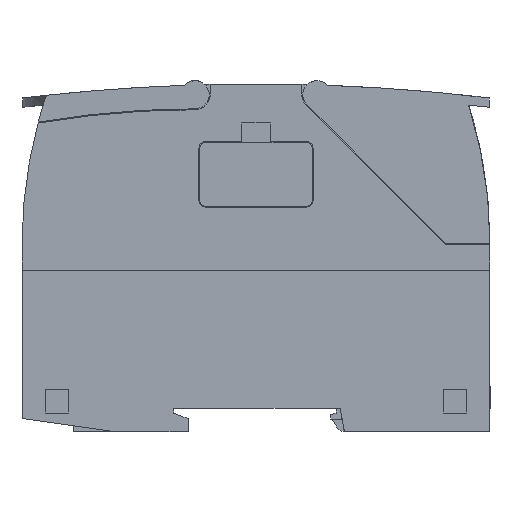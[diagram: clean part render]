
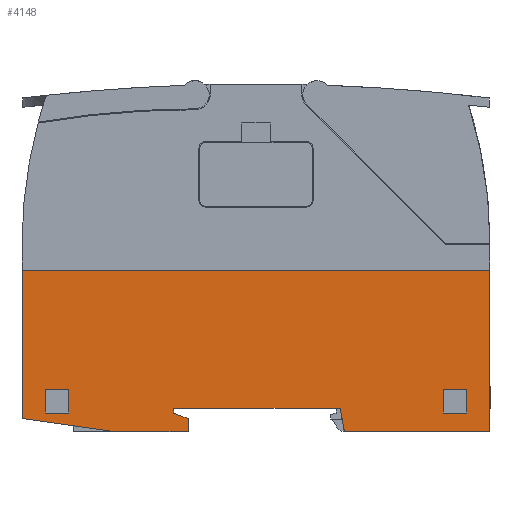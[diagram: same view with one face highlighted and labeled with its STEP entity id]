
A CAD part, left-side view. The second image highlights one B-rep face of the part: STEP entity #4148.
In plain terms, the highlighted planar face has unit normal (-1, 0, 0).
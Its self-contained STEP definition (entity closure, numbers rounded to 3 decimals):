
#3814=FACE_BOUND('',#6534,.T.);
#3815=FACE_BOUND('',#6535,.T.);
#3816=FACE_BOUND('',#6536,.T.);
#4148=ADVANCED_FACE('',(#3814,#3815,#3816),#5001,.F.);
#5001=PLANE('',#18986);
#6534=EDGE_LOOP('',(#8211,#8212,#8213,#8214));
#6535=EDGE_LOOP('',(#8215,#8216,#8217,#8218));
#6536=EDGE_LOOP('',(#8219,#8220,#8221,#8222,#8223,#8224,#8225,#8226,#8227,
#8228,#8229));
#8211=ORIENTED_EDGE('',*,*,#13486,.T.);
#8212=ORIENTED_EDGE('',*,*,#13487,.T.);
#8213=ORIENTED_EDGE('',*,*,#13488,.T.);
#8214=ORIENTED_EDGE('',*,*,#13489,.T.);
#8215=ORIENTED_EDGE('',*,*,#13490,.F.);
#8216=ORIENTED_EDGE('',*,*,#13491,.F.);
#8217=ORIENTED_EDGE('',*,*,#13492,.F.);
#8218=ORIENTED_EDGE('',*,*,#13493,.F.);
#8219=ORIENTED_EDGE('',*,*,#13483,.F.);
#8220=ORIENTED_EDGE('',*,*,#13469,.T.);
#8221=ORIENTED_EDGE('',*,*,#13407,.F.);
#8222=ORIENTED_EDGE('',*,*,#13428,.F.);
#8223=ORIENTED_EDGE('',*,*,#13494,.T.);
#8224=ORIENTED_EDGE('',*,*,#13445,.F.);
#8225=ORIENTED_EDGE('',*,*,#13473,.T.);
#8226=ORIENTED_EDGE('',*,*,#13485,.F.);
#8227=ORIENTED_EDGE('',*,*,#13478,.F.);
#8228=ORIENTED_EDGE('',*,*,#13475,.F.);
#8229=ORIENTED_EDGE('',*,*,#13433,.F.);
#11853=VERTEX_POINT('',#24330);
#11854=VERTEX_POINT('',#24332);
#11868=VERTEX_POINT('',#24367);
#11873=VERTEX_POINT('',#24378);
#11874=VERTEX_POINT('',#24380);
#11885=VERTEX_POINT('',#24403);
#11886=VERTEX_POINT('',#24405);
#11903=VERTEX_POINT('',#24450);
#11907=VERTEX_POINT('',#24460);
#11909=VERTEX_POINT('',#24466);
#11911=VERTEX_POINT('',#24472);
#11914=VERTEX_POINT('',#24486);
#11915=VERTEX_POINT('',#24487);
#11916=VERTEX_POINT('',#24489);
#11917=VERTEX_POINT('',#24491);
#11918=VERTEX_POINT('',#24494);
#11919=VERTEX_POINT('',#24495);
#11920=VERTEX_POINT('',#24497);
#11921=VERTEX_POINT('',#24499);
#13407=EDGE_CURVE('',#11853,#11854,#15480,.T.);
#13428=EDGE_CURVE('',#11868,#11853,#15501,.T.);
#13433=EDGE_CURVE('',#11873,#11874,#15506,.T.);
#13445=EDGE_CURVE('',#11885,#11886,#15518,.T.);
#13469=EDGE_CURVE('',#11903,#11854,#15542,.T.);
#13473=EDGE_CURVE('',#11885,#11907,#15546,.T.);
#13475=EDGE_CURVE('',#11874,#11909,#15548,.T.);
#13478=EDGE_CURVE('',#11909,#11911,#15551,.T.);
#13483=EDGE_CURVE('',#11903,#11873,#15556,.T.);
#13485=EDGE_CURVE('',#11911,#11907,#15558,.T.);
#13486=EDGE_CURVE('',#11914,#11915,#15559,.T.);
#13487=EDGE_CURVE('',#11915,#11916,#15560,.T.);
#13488=EDGE_CURVE('',#11916,#11917,#15561,.T.);
#13489=EDGE_CURVE('',#11917,#11914,#15562,.T.);
#13490=EDGE_CURVE('',#11918,#11919,#15563,.T.);
#13491=EDGE_CURVE('',#11920,#11918,#15564,.T.);
#13492=EDGE_CURVE('',#11921,#11920,#15565,.T.);
#13493=EDGE_CURVE('',#11919,#11921,#15566,.T.);
#13494=EDGE_CURVE('',#11868,#11886,#15567,.T.);
#15480=LINE('',#24331,#17276);
#15501=LINE('',#24368,#17297);
#15506=LINE('',#24379,#17302);
#15518=LINE('',#24404,#17314);
#15542=LINE('',#24453,#17338);
#15546=LINE('',#24461,#17342);
#15548=LINE('',#24465,#17344);
#15551=LINE('',#24471,#17347);
#15556=LINE('',#24480,#17352);
#15558=LINE('',#24483,#17354);
#15559=LINE('',#24485,#17355);
#15560=LINE('',#24488,#17356);
#15561=LINE('',#24490,#17357);
#15562=LINE('',#24492,#17358);
#15563=LINE('',#24493,#17359);
#15564=LINE('',#24496,#17360);
#15565=LINE('',#24498,#17361);
#15566=LINE('',#24500,#17362);
#15567=LINE('',#24501,#17363);
#17276=VECTOR('',#20451,1.);
#17297=VECTOR('',#20474,1.);
#17302=VECTOR('',#20481,1.);
#17314=VECTOR('',#20495,1.);
#17338=VECTOR('',#20531,1.);
#17342=VECTOR('',#20537,1.);
#17344=VECTOR('',#20541,1.);
#17347=VECTOR('',#20546,1.);
#17352=VECTOR('',#20553,1.);
#17354=VECTOR('',#20557,1.);
#17355=VECTOR('',#20560,1.);
#17356=VECTOR('',#20561,1.);
#17357=VECTOR('',#20562,1.);
#17358=VECTOR('',#20563,1.);
#17359=VECTOR('',#20564,1.);
#17360=VECTOR('',#20565,1.);
#17361=VECTOR('',#20566,1.);
#17362=VECTOR('',#20567,1.);
#17363=VECTOR('',#20568,1.);
#18986=AXIS2_PLACEMENT_3D('',#24502,#20569,#20570);
#20451=DIRECTION('',(0.,0.,-1.));
#20474=DIRECTION('',(0.,-1.,0.));
#20481=DIRECTION('',(0.,1.,0.));
#20495=DIRECTION('',(0.,0.99,0.139));
#20531=DIRECTION('',(0.,-1.,0.));
#20537=DIRECTION('',(0.,-1.,0.));
#20541=DIRECTION('',(0.,0.,-1.));
#20546=DIRECTION('',(0.,-0.94,-0.342));
#20553=DIRECTION('',(0.,0.174,0.985));
#20557=DIRECTION('',(0.,0.,-1.));
#20560=DIRECTION('',(0.,1.,0.));
#20561=DIRECTION('',(0.,0.,1.));
#20562=DIRECTION('',(0.,-1.,0.));
#20563=DIRECTION('',(0.,0.,-1.));
#20564=DIRECTION('',(0.,1.,0.));
#20565=DIRECTION('',(0.,0.,1.));
#20566=DIRECTION('',(0.,-1.,0.));
#20567=DIRECTION('',(0.,0.,-1.));
#20568=DIRECTION('',(0.,0.,-1.));
#20569=DIRECTION('',(1.,0.,0.));
#20570=DIRECTION('',(0.,0.,-1.));
#24330=CARTESIAN_POINT('',(0.,0.,34.5));
#24331=CARTESIAN_POINT('',(0.,0.,34.5));
#24332=CARTESIAN_POINT('',(0.,0.,0.));
#24367=CARTESIAN_POINT('',(0.,100.,34.5));
#24368=CARTESIAN_POINT('',(0.,100.,34.5));
#24378=CARTESIAN_POINT('',(0.,32.,5.));
#24379=CARTESIAN_POINT('',(0.,100.,5.));
#24380=CARTESIAN_POINT('',(0.,67.6,5.));
#24403=CARTESIAN_POINT('',(0.,80.,0.));
#24404=CARTESIAN_POINT('',(0.,104.367,3.425));
#24405=CARTESIAN_POINT('',(0.,100.,2.811));
#24450=CARTESIAN_POINT('',(0.,31.118,0.));
#24453=CARTESIAN_POINT('',(0.,100.,0.));
#24460=CARTESIAN_POINT('',(0.,64.5,0.));
#24461=CARTESIAN_POINT('',(0.,100.,0.));
#24465=CARTESIAN_POINT('',(0.,67.6,34.5));
#24466=CARTESIAN_POINT('',(0.,67.6,3.95));
#24471=CARTESIAN_POINT('',(0.,106.029,17.937));
#24472=CARTESIAN_POINT('',(0.,64.5,2.822));
#24480=CARTESIAN_POINT('',(0.,39.095,45.239));
#24483=CARTESIAN_POINT('',(0.,64.5,34.5));
#24485=CARTESIAN_POINT('',(0.,90.,4.));
#24486=CARTESIAN_POINT('',(0.,90.,4.));
#24487=CARTESIAN_POINT('',(0.,95.,4.));
#24488=CARTESIAN_POINT('',(0.,95.,4.));
#24489=CARTESIAN_POINT('',(0.,95.,9.));
#24490=CARTESIAN_POINT('',(0.,95.,9.));
#24491=CARTESIAN_POINT('',(0.,90.,9.));
#24492=CARTESIAN_POINT('',(0.,90.,9.));
#24493=CARTESIAN_POINT('',(0.,5.,9.));
#24494=CARTESIAN_POINT('',(0.,5.,9.));
#24495=CARTESIAN_POINT('',(0.,10.,9.));
#24496=CARTESIAN_POINT('',(0.,5.,4.));
#24497=CARTESIAN_POINT('',(0.,5.,4.));
#24498=CARTESIAN_POINT('',(0.,10.,4.));
#24499=CARTESIAN_POINT('',(0.,10.,4.));
#24500=CARTESIAN_POINT('',(0.,10.,9.));
#24501=CARTESIAN_POINT('',(0.,100.,34.5));
#24502=CARTESIAN_POINT('',(0.,100.,34.5));
